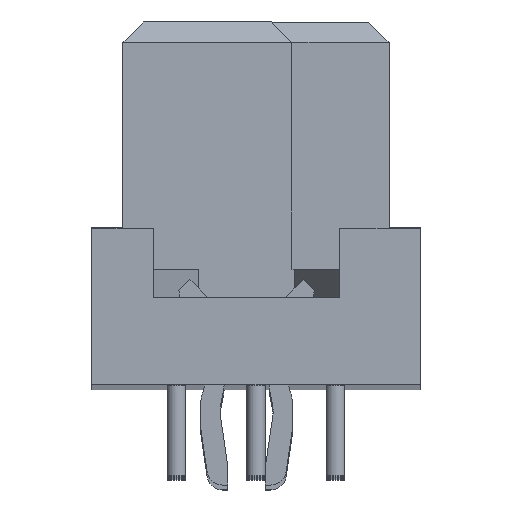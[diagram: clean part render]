
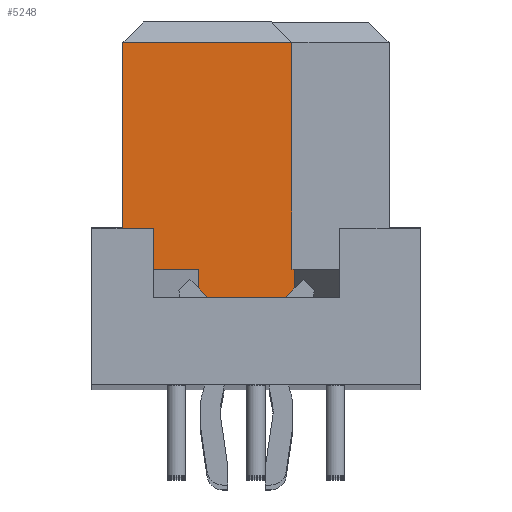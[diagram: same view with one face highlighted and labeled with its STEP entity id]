
A CAD part, top view. The second image highlights one B-rep face of the part: STEP entity #5248.
In plain terms, the highlighted planar face has unit normal (0, 0, 1).
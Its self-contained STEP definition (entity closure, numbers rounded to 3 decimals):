
#5248=ADVANCED_FACE('',(#6639),#5945,.T.);
#5945=PLANE('',#18141);
#6639=FACE_OUTER_BOUND('',#7634,.T.);
#7634=EDGE_LOOP('',(#11063,#11064,#11065,#11066,#11067,#11068,#11069,#11070));
#11063=ORIENTED_EDGE('',*,*,#14171,.T.);
#11064=ORIENTED_EDGE('',*,*,#14132,.T.);
#11065=ORIENTED_EDGE('',*,*,#14108,.T.);
#11066=ORIENTED_EDGE('',*,*,#14172,.T.);
#11067=ORIENTED_EDGE('',*,*,#14067,.T.);
#11068=ORIENTED_EDGE('',*,*,#14072,.F.);
#11069=ORIENTED_EDGE('',*,*,#14167,.F.);
#11070=ORIENTED_EDGE('',*,*,#14170,.T.);
#12451=VERTEX_POINT('',#25015);
#12452=VERTEX_POINT('',#25016);
#12453=VERTEX_POINT('',#25023);
#12476=VERTEX_POINT('',#25098);
#12477=VERTEX_POINT('',#25099);
#12494=VERTEX_POINT('',#25147);
#12517=VERTEX_POINT('',#25215);
#12518=VERTEX_POINT('',#25220);
#14067=EDGE_CURVE('',#12451,#12452,#15539,.T.);
#14072=EDGE_CURVE('',#12453,#12452,#15544,.T.);
#14108=EDGE_CURVE('',#12476,#12477,#15574,.T.);
#14132=EDGE_CURVE('',#12494,#12476,#15598,.T.);
#14167=EDGE_CURVE('',#12517,#12453,#15633,.T.);
#14170=EDGE_CURVE('',#12517,#12518,#15636,.T.);
#14171=EDGE_CURVE('',#12518,#12494,#15637,.T.);
#14172=EDGE_CURVE('',#12477,#12451,#15638,.T.);
#15539=LINE('',#25014,#16983);
#15544=LINE('',#25024,#16988);
#15574=LINE('',#25097,#17018);
#15598=LINE('',#25146,#17042);
#15633=LINE('',#25216,#17077);
#15636=LINE('',#25221,#17080);
#15637=LINE('',#25223,#17081);
#15638=LINE('',#25225,#17082);
#16983=VECTOR('',#21358,1.);
#16988=VECTOR('',#21367,1.);
#17018=VECTOR('',#21439,1.);
#17042=VECTOR('',#21477,1.);
#17077=VECTOR('',#21534,1.);
#17080=VECTOR('',#21539,1.);
#17081=VECTOR('',#21542,1.);
#17082=VECTOR('',#21545,1.);
#18141=AXIS2_PLACEMENT_3D('',#25226,#21546,#21547);
#21358=DIRECTION('',(0.,1.,0.));
#21367=DIRECTION('',(1.,0.,0.));
#21439=DIRECTION('',(0.,1.,0.));
#21477=DIRECTION('',(1.,0.,0.));
#21534=DIRECTION('',(0.,1.,0.));
#21539=DIRECTION('',(1.,0.,0.));
#21542=DIRECTION('',(0.,-1.,0.));
#21545=DIRECTION('',(-1.,0.,0.));
#21546=DIRECTION('',(0.,0.,1.));
#21547=DIRECTION('',(0.,-1.,0.));
#25014=CARTESIAN_POINT('',(12.313,-22.792,89.95));
#25015=CARTESIAN_POINT('',(12.313,-22.792,89.95));
#25016=CARTESIAN_POINT('',(12.313,-15.542,89.95));
#25023=CARTESIAN_POINT('',(6.913,-15.542,89.95));
#25024=CARTESIAN_POINT('',(6.913,-15.542,89.95));
#25097=CARTESIAN_POINT('',(12.395,-23.692,89.95));
#25098=CARTESIAN_POINT('',(12.395,-23.692,89.95));
#25099=CARTESIAN_POINT('',(12.395,-22.792,89.95));
#25146=CARTESIAN_POINT('',(9.332,-23.692,89.95));
#25147=CARTESIAN_POINT('',(9.332,-23.692,89.95));
#25215=CARTESIAN_POINT('',(6.913,-22.792,89.95));
#25216=CARTESIAN_POINT('',(6.913,-22.792,89.95));
#25220=CARTESIAN_POINT('',(9.332,-22.792,89.95));
#25221=CARTESIAN_POINT('',(6.913,-22.792,89.95));
#25223=CARTESIAN_POINT('',(9.332,-22.792,89.95));
#25225=CARTESIAN_POINT('',(12.395,-22.792,89.95));
#25226=CARTESIAN_POINT('',(5.813,-14.792,89.95));
